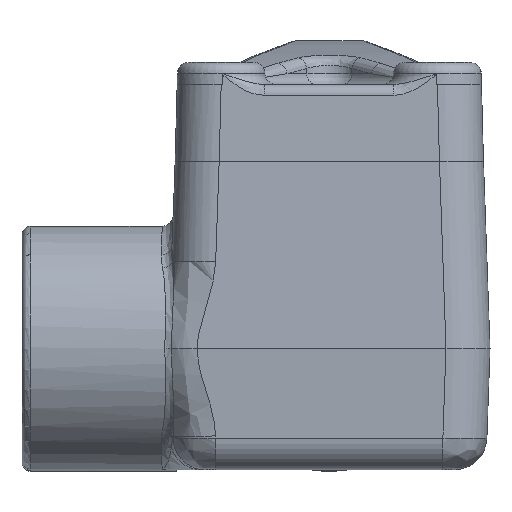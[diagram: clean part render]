
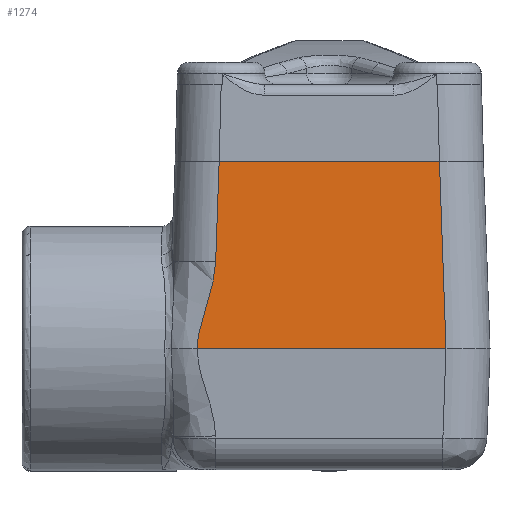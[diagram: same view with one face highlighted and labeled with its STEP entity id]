
A CAD part, front view. The second image highlights one B-rep face of the part: STEP entity #1274.
In plain terms, the highlighted planar face has unit normal (0, -0.999, 0.035).
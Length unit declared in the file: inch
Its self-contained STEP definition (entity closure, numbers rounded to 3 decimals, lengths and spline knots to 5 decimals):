
#962=B_SPLINE_CURVE_WITH_KNOTS('',3,(#10518,#10519,#10520,#10521,#10522,
#10523),.UNSPECIFIED.,.F.,.F.,(4,2,4),(0.,0.5,1.),.UNSPECIFIED.);
#1274=ADVANCED_FACE('',(#1832),#1726,.T.);
#1726=PLANE('',#7253);
#1832=FACE_OUTER_BOUND('',#2281,.T.);
#2281=EDGE_LOOP('',(#3051,#3052,#3053,#3054,#3055));
#3051=ORIENTED_EDGE('',*,*,#5757,.T.);
#3052=ORIENTED_EDGE('',*,*,#5758,.T.);
#3053=ORIENTED_EDGE('',*,*,#5759,.F.);
#3054=ORIENTED_EDGE('',*,*,#5760,.T.);
#3055=ORIENTED_EDGE('',*,*,#5761,.T.);
#5105=VERTEX_POINT('',#10510);
#5106=VERTEX_POINT('',#10511);
#5107=VERTEX_POINT('',#10513);
#5108=VERTEX_POINT('',#10515);
#5109=VERTEX_POINT('',#10517);
#5757=EDGE_CURVE('',#5105,#5106,#6739,.T.);
#5758=EDGE_CURVE('',#5106,#5107,#6740,.T.);
#5759=EDGE_CURVE('',#5108,#5107,#6741,.T.);
#5760=EDGE_CURVE('',#5108,#5109,#6742,.T.);
#5761=EDGE_CURVE('',#5109,#5105,#962,.T.);
#6739=LINE('',#10509,#7004);
#6740=LINE('',#10512,#7005);
#6741=LINE('',#10514,#7006);
#6742=LINE('',#10516,#7007);
#7004=VECTOR('',#8152,1.);
#7005=VECTOR('',#8153,1.);
#7006=VECTOR('',#8154,1.);
#7007=VECTOR('',#8155,1.);
#7253=AXIS2_PLACEMENT_3D('',#10524,#8156,#8157);
#8152=DIRECTION('',(1.,0.,0.));
#8153=DIRECTION('',(-0.035,0.035,0.999));
#8154=DIRECTION('',(1.,0.,0.));
#8155=DIRECTION('',(-0.035,-0.035,-0.999));
#8156=DIRECTION('',(0.,-0.999,0.035));
#8157=DIRECTION('',(0.,-0.035,-0.999));
#10509=CARTESIAN_POINT('',(-0.875,-0.0371,-1.0625));
#10510=CARTESIAN_POINT('',(-0.74894,-0.0371,-1.0625));
#10511=CARTESIAN_POINT('',(0.66226,-0.0371,-1.0625));
#10512=CARTESIAN_POINT('',(0.62333,0.00182,0.05226));
#10513=CARTESIAN_POINT('',(0.62515,0.,0.));
#10514=CARTESIAN_POINT('',(-0.875,0.,0.));
#10515=CARTESIAN_POINT('',(-0.62515,0.,0.));
#10516=CARTESIAN_POINT('',(-0.62546,-0.0003,-0.0087));
#10517=CARTESIAN_POINT('',(-0.64499,-0.01984,-0.568));
#10518=CARTESIAN_POINT('',(-0.64499,-0.01984,-0.568));
#10519=CARTESIAN_POINT('',(-0.64797,-0.02282,-0.65342));
#10520=CARTESIAN_POINT('',(-0.67124,-0.02565,-0.73459));
#10521=CARTESIAN_POINT('',(-0.7225,-0.03129,-0.89593));
#10522=CARTESIAN_POINT('',(-0.75001,-0.03409,-0.97621));
#10523=CARTESIAN_POINT('',(-0.74894,-0.0371,-1.0625));
#10524=CARTESIAN_POINT('',(-0.875,0.,0.));
